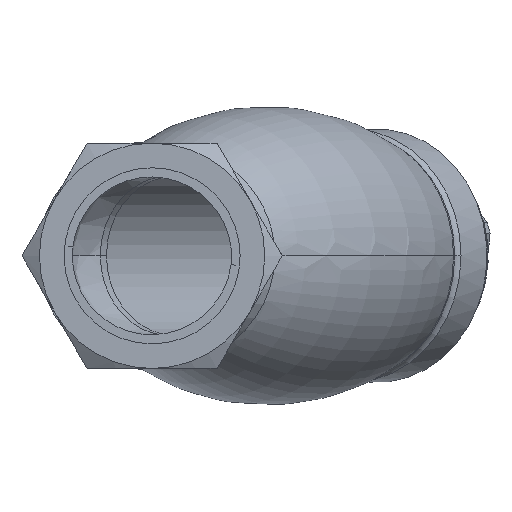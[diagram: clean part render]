
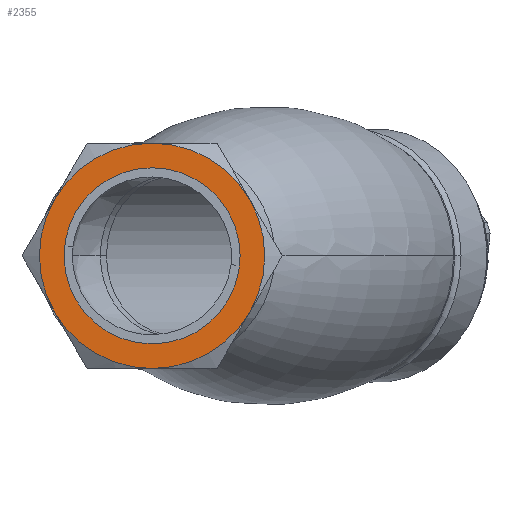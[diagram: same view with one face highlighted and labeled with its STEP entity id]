
A CAD part, left-side view. The second image highlights one B-rep face of the part: STEP entity #2355.
In plain terms, the highlighted planar face has unit normal (-1, 0, 0).
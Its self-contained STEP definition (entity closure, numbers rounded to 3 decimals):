
#642 = DIRECTION ( 'NONE',  ( 0., 0., -1. ) ) ;
#681 = CARTESIAN_POINT ( 'NONE',  ( 0., 0., 32.5 ) ) ;
#722 = AXIS2_PLACEMENT_3D ( 'NONE', #739, #738, #737 ) ;
#723 = PLANE ( 'NONE',  #722 ) ;
#737 = DIRECTION ( 'NONE',  ( 0., 0., -1. ) ) ;
#738 = DIRECTION ( 'NONE',  ( 1., 0., 0. ) ) ;
#739 = CARTESIAN_POINT ( 'NONE',  ( 0., -18.764, 32.5 ) ) ;
#765 = FACE_OUTER_BOUND ( 'NONE', #2337, .T. ) ;
#766 = FACE_BOUND ( 'NONE', #2421, .T. ) ;
#806 = DIRECTION ( 'NONE',  ( -1., 0., 0. ) ) ;
#809 = CIRCLE ( 'NONE', #840, 25.394 ) ;
#840 = AXIS2_PLACEMENT_3D ( 'NONE', #841, #806, #914 ) ;
#841 = CARTESIAN_POINT ( 'NONE',  ( 0., 0., 0. ) ) ;
#914 = DIRECTION ( 'NONE',  ( 0., 0., 1. ) ) ;
#921 = DIRECTION ( 'NONE',  ( 1., 0., 0. ) ) ;
#922 = CARTESIAN_POINT ( 'NONE',  ( 0., 0., 0. ) ) ;
#923 = AXIS2_PLACEMENT_3D ( 'NONE', #922, #921, #642 ) ;
#924 = CIRCLE ( 'NONE', #923, 32.5 ) ;
#925 = DIRECTION ( 'NONE',  ( 0., 0., -1. ) ) ;
#926 = DIRECTION ( 'NONE',  ( 1., 0., 0. ) ) ;
#927 = CARTESIAN_POINT ( 'NONE',  ( 0., 0., 0. ) ) ;
#928 = AXIS2_PLACEMENT_3D ( 'NONE', #927, #926, #925 ) ;
#929 = CIRCLE ( 'NONE', #928, 32.5 ) ;
#1102 = CARTESIAN_POINT ( 'NONE',  ( 0., -28.146, -16.25 ) ) ;
#1123 = DIRECTION ( 'NONE',  ( 0., 0., -1. ) ) ;
#1129 = DIRECTION ( 'NONE',  ( 1., 0., 0. ) ) ;
#1130 = CARTESIAN_POINT ( 'NONE',  ( 0., 0., 0. ) ) ;
#1131 = AXIS2_PLACEMENT_3D ( 'NONE', #1130, #1129, #1123 ) ;
#1137 = CIRCLE ( 'NONE', #1131, 32.5 ) ;
#2186 = VERTEX_POINT ( 'NONE', #4109 ) ;
#2336 = ORIENTED_EDGE ( 'NONE', *, *, #4010, .F. ) ;
#2337 = EDGE_LOOP ( 'NONE', ( #2472, #2473, #2475, #2477, #2479, #2407 ) ) ;
#2344 = VERTEX_POINT ( 'NONE', #681 ) ;
#2355 = ADVANCED_FACE ( 'NONE', ( #766, #765 ), #723, .F. ) ;
#2356 = ORIENTED_EDGE ( 'NONE', *, *, #2363, .F. ) ;
#2363 = EDGE_CURVE ( 'NONE', #4011, #4092, #809, .T. ) ;
#2406 = EDGE_CURVE ( 'NONE', #3680, #2460, #929, .T. ) ;
#2407 = ORIENTED_EDGE ( 'NONE', *, *, #2408, .F. ) ;
#2408 = EDGE_CURVE ( 'NONE', #2186, #3680, #924, .T. ) ;
#2420 = EDGE_CURVE ( 'NONE', #2427, #2186, #1137, .T. ) ;
#2421 = EDGE_LOOP ( 'NONE', ( #2356, #2336 ) ) ;
#2427 = VERTEX_POINT ( 'NONE', #1102 ) ;
#2460 = VERTEX_POINT ( 'NONE', #5404 ) ;
#2464 = VERTEX_POINT ( 'NONE', #5561 ) ;
#2472 = ORIENTED_EDGE ( 'NONE', *, *, #2420, .F. ) ;
#2473 = ORIENTED_EDGE ( 'NONE', *, *, #2474, .F. ) ;
#2474 = EDGE_CURVE ( 'NONE', #2464, #2427, #5578, .T. ) ;
#2475 = ORIENTED_EDGE ( 'NONE', *, *, #2476, .F. ) ;
#2476 = EDGE_CURVE ( 'NONE', #2344, #2464, #5569, .T. ) ;
#2477 = ORIENTED_EDGE ( 'NONE', *, *, #2478, .F. ) ;
#2478 = EDGE_CURVE ( 'NONE', #2460, #2344, #5544, .T. ) ;
#2479 = ORIENTED_EDGE ( 'NONE', *, *, #2406, .F. ) ;
#3680 = VERTEX_POINT ( 'NONE', #11234 ) ;
#4010 = EDGE_CURVE ( 'NONE', #4092, #4011, #12897, .T. ) ;
#4011 = VERTEX_POINT ( 'NONE', #12893 ) ;
#4092 = VERTEX_POINT ( 'NONE', #13245 ) ;
#4109 = CARTESIAN_POINT ( 'NONE',  ( 0., 0., -32.5 ) ) ;
#5404 = CARTESIAN_POINT ( 'NONE',  ( 0., 28.146, 16.25 ) ) ;
#5540 = DIRECTION ( 'NONE',  ( 0., 0., -1. ) ) ;
#5541 = DIRECTION ( 'NONE',  ( 1., 0., 0. ) ) ;
#5542 = CARTESIAN_POINT ( 'NONE',  ( 0., 0., 0. ) ) ;
#5543 = AXIS2_PLACEMENT_3D ( 'NONE', #5542, #5541, #5540 ) ;
#5544 = CIRCLE ( 'NONE', #5543, 32.5 ) ;
#5545 = DIRECTION ( 'NONE',  ( 0., 0., -1. ) ) ;
#5546 = DIRECTION ( 'NONE',  ( 1., 0., 0. ) ) ;
#5561 = CARTESIAN_POINT ( 'NONE',  ( 0., -28.146, 16.25 ) ) ;
#5567 = CARTESIAN_POINT ( 'NONE',  ( 0., 0., 0. ) ) ;
#5568 = AXIS2_PLACEMENT_3D ( 'NONE', #5567, #5546, #5545 ) ;
#5569 = CIRCLE ( 'NONE', #5568, 32.5 ) ;
#5570 = DIRECTION ( 'NONE',  ( 0., 0., -1. ) ) ;
#5571 = DIRECTION ( 'NONE',  ( 1., 0., 0. ) ) ;
#5572 = CARTESIAN_POINT ( 'NONE',  ( 0., 0., 0. ) ) ;
#5573 = AXIS2_PLACEMENT_3D ( 'NONE', #5572, #5571, #5570 ) ;
#5578 = CIRCLE ( 'NONE', #5573, 32.5 ) ;
#11234 = CARTESIAN_POINT ( 'NONE',  ( 0., 28.146, -16.25 ) ) ;
#12893 = CARTESIAN_POINT ( 'NONE',  ( 0., 0., 25.394 ) ) ;
#12894 = DIRECTION ( 'NONE',  ( 0., 0., 1. ) ) ;
#12895 = DIRECTION ( 'NONE',  ( -1., 0., 0. ) ) ;
#12896 = AXIS2_PLACEMENT_3D ( 'NONE', #12903, #12895, #12894 ) ;
#12897 = CIRCLE ( 'NONE', #12896, 25.394 ) ;
#12903 = CARTESIAN_POINT ( 'NONE',  ( 0., 0., 0. ) ) ;
#13245 = CARTESIAN_POINT ( 'NONE',  ( 0., 0., -25.394 ) ) ;
